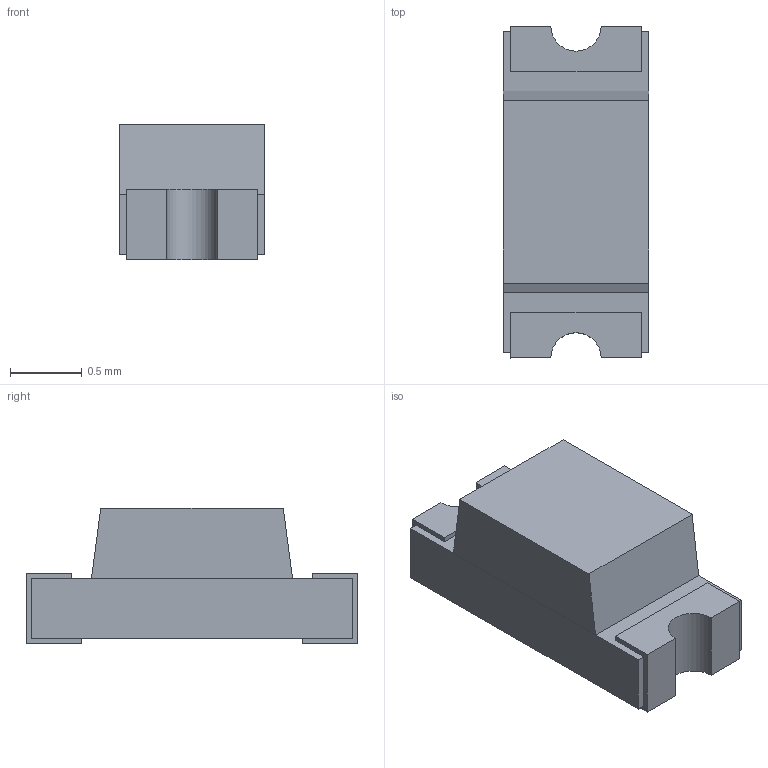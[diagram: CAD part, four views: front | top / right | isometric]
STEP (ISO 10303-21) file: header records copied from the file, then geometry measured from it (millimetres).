
FILE_DESCRIPTION(/* description */ (''),/* implementation_level */ '2;1');
FILE_NAME(/* name */ 'fdtghdtfgh.step',/* time_stamp */ '2019-03-30T20:42:44+00:00',/* author */ ('gueni.mohamed'),/* organization */ (''),/* preprocessor_version */ 'ST-DEVELOPER v17.2',/* originating_system */ 'Autodesk Translation Framework v7.6.0.251',/* authorisation */ '');
FILE_SCHEMA (('AUTOMOTIVE_DESIGN { 1 0 10303 214 3 1 1 }'));
Length unit declared in the file: millimetre
Products named in the file (1): User Library-LED SMD0603
Bounding box: 1.01 x 2.31 x 0.94 mm (x, y, z)
Volume: 1.6 mm3; surface area: 16.7 mm2
Topology: 5 solids, 5 shells, 50 faces, 120 edges, 80 vertices
Faces by surface type: plane 44, cylinder 6
Entity records: 1509 total; most frequent: CARTESIAN_POINT 251, ORIENTED_EDGE 240, DIRECTION 234, EDGE_CURVE 120, LINE 108, VECTOR 108, VERTEX_POINT 80, AXIS2_PLACEMENT_3D 63
